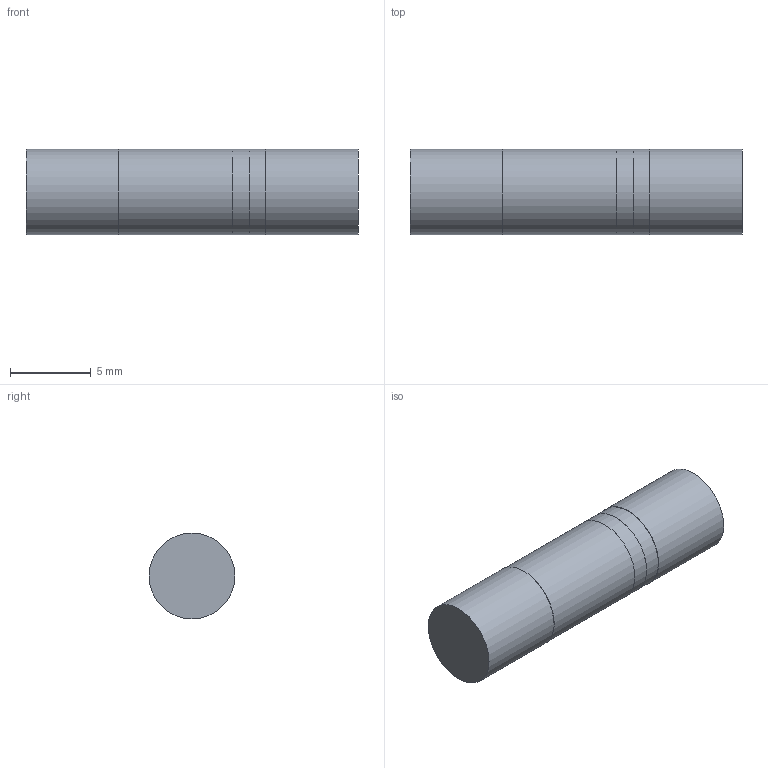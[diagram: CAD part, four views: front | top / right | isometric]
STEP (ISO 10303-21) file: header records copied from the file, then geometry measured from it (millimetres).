
FILE_DESCRIPTION(('STEP AP214'),'1');
FILE_NAME('FUSE_0034_SCH','2025-11-18T04:21:19',(''),(''),'','','');
FILE_SCHEMA(('AUTOMOTIVE_DESIGN'));
Length unit declared in the file: millimetre
Products named in the file (1): product
Bounding box: 20.5 x 5.31 x 5.31 mm (x, y, z)
Volume: 449.9 mm3; surface area: 506.3 mm2
Topology: 4 solids, 4 shells, 13 faces, 19 edges, 14 vertices
Faces by surface type: plane 8, cylinder 5
Full cylindrical faces by diameter (mm): 5.258 x2, 5.263 x1, 5.309 x2
Entity records: 459 total; most frequent: DIRECTION 62, CARTESIAN_POINT 39, AXIS2_PLACEMENT_3D 31, ORIENTED_EDGE 28, EDGE_LOOP 20, PRESENTATION_STYLE_ASSIGNMENT 17, SURFACE_STYLE_USAGE 17, SURFACE_SIDE_STYLE 17
